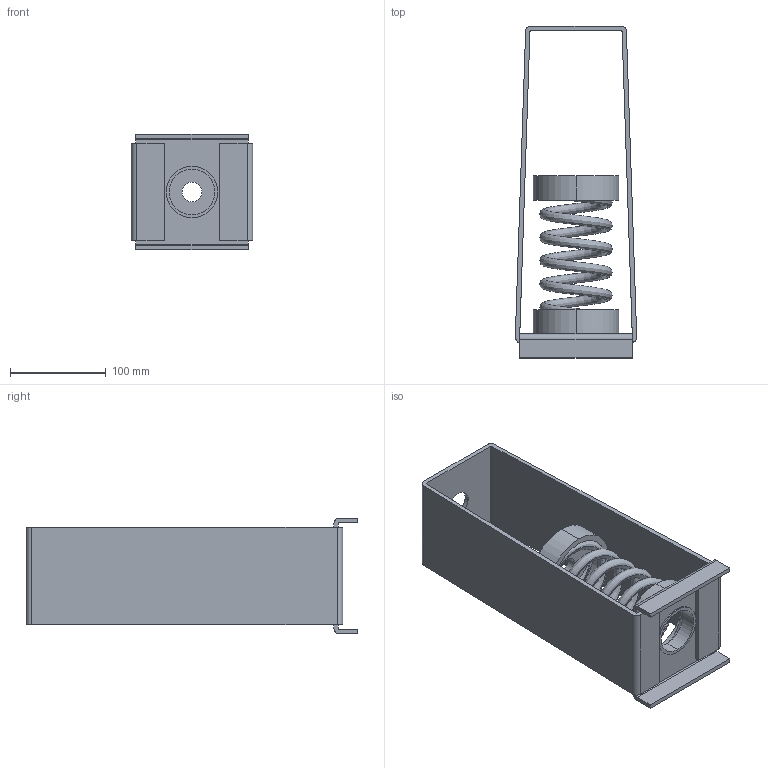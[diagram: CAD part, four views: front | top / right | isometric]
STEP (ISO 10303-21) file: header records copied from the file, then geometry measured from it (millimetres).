
FILE_DESCRIPTION (( 'STEP AP203' ), '1' );
FILE_NAME ('HD-S.STEP', '2024-02-05T14:29:50', ( '' ), ( '' ), 'SwSTEP 2.0', 'SolidWorks 2016', '' );
FILE_SCHEMA (( 'CONFIG_CONTROL_DESIGN' ));
Length unit declared in the file: inch
Products named in the file (1): HD-S
Bounding box: 126.61 x 346.07 x 120.65 mm (x, y, z)
Volume: 695578.1 mm3; surface area: 269761.6 mm2
Topology: 1 solids, 1 shells, 62 faces, 176 edges, 116 vertices
Faces by surface type: cylinder 30, plane 30, bspline 2
Entity records: 7621 total; most frequent: CARTESIAN_POINT 5867, DIRECTION 352, ORIENTED_EDGE 352, EDGE_CURVE 176, AXIS2_PLACEMENT_3D 121, VERTEX_POINT 116, LINE 110, VECTOR 110
